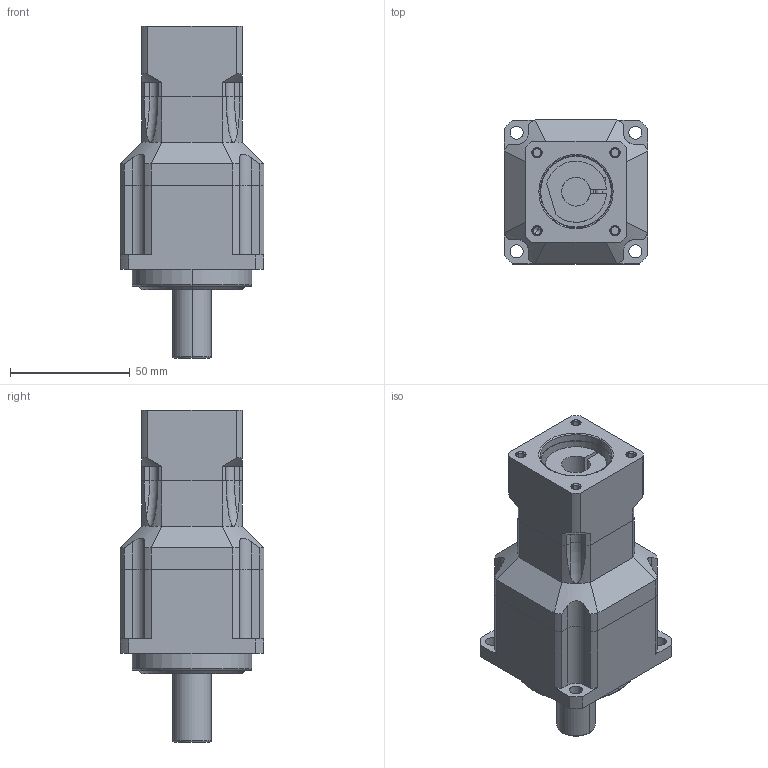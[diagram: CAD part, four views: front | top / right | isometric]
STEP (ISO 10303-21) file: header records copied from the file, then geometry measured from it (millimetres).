
FILE_DESCRIPTION((''),'2;1');
FILE_NAME('AB0602-P4010102_ASM','2008-01-07T',('d00176'),(''),'PRO/ENGINEER BY PARAMETRIC TECHNOLOGY CORPORATION, 2006170','PRO/ENGINEER BY PARAMETRIC TECHNOLOGY CORPORATION, 2006170','');
FILE_SCHEMA(('CONFIG_CONTROL_DESIGN'));
Length unit declared in the file: millimetre
Products named in the file (4): AB0602; AB0602-1; P4010102; AB0602-P4010102_ASM
Assembly tree (3 placements, depth 2):
  AB0602-P4010102_ASM
    AB0602
    AB0602-1
    P4010102
Bounding box: 60 x 60 x 138.5 mm (x, y, z)
Volume: 249425.3 mm3; surface area: 43535.9 mm2
Topology: 3 solids, 8 shells, 231 faces, 589 edges, 378 vertices
Faces by surface type: cylinder 101, plane 86, cone 28, torus 12, bspline 4
Entity records: 7451 total; most frequent: CARTESIAN_POINT 1591, DIRECTION 1283, ORIENTED_EDGE 1148, EDGE_CURVE 585, AXIS2_PLACEMENT_3D 497, VERTEX_POINT 378, VECTOR 289, LINE 289
